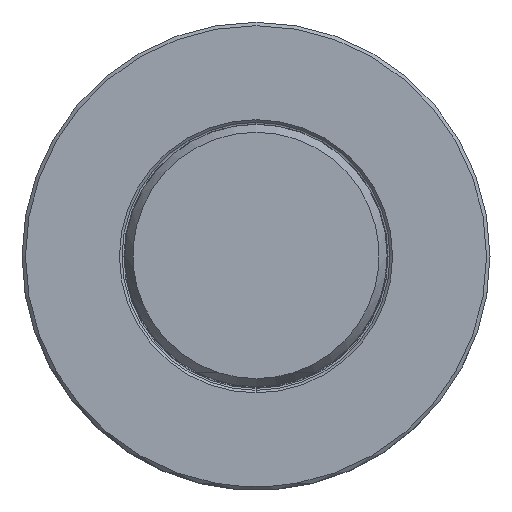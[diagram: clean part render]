
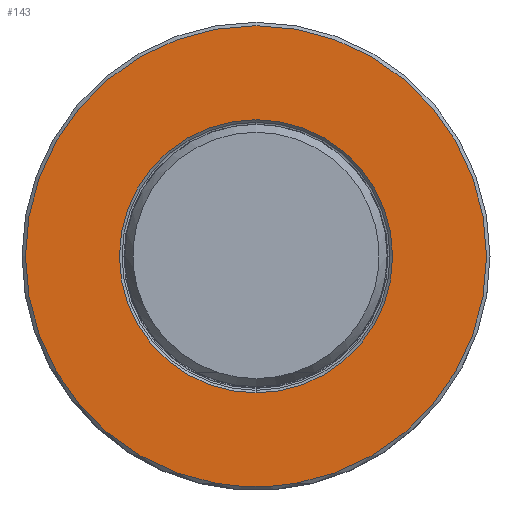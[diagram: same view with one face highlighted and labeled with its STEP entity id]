
A CAD part, top view. The second image highlights one B-rep face of the part: STEP entity #143.
In plain terms, the highlighted planar face has unit normal (0, 0, 1).
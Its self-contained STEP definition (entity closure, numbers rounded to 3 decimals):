
#28=FACE_BOUND('',#295,.T.);
#29=FACE_BOUND('',#296,.T.);
#33=PLANE('',#1262);
#143=ADVANCED_FACE('',(#28,#29),#33,.T.);
#295=EDGE_LOOP('',(#510,#511,#512));
#296=EDGE_LOOP('',(#513,#514));
#510=ORIENTED_EDGE('',*,*,#779,.F.);
#511=ORIENTED_EDGE('',*,*,#782,.F.);
#512=ORIENTED_EDGE('',*,*,#781,.F.);
#513=ORIENTED_EDGE('',*,*,#783,.F.);
#514=ORIENTED_EDGE('',*,*,#784,.F.);
#654=VERTEX_POINT('',#2583);
#655=VERTEX_POINT('',#2585);
#656=VERTEX_POINT('',#2594);
#657=VERTEX_POINT('',#2598);
#658=VERTEX_POINT('',#2599);
#779=EDGE_CURVE('',#654,#655,#932,.T.);
#781=EDGE_CURVE('',#655,#656,#933,.T.);
#782=EDGE_CURVE('',#656,#654,#934,.T.);
#783=EDGE_CURVE('',#657,#658,#935,.T.);
#784=EDGE_CURVE('',#658,#657,#936,.T.);
#932=CIRCLE('',#1255,33.5);
#933=CIRCLE('',#1257,33.5);
#934=CIRCLE('',#1258,33.5);
#935=CIRCLE('',#1260,19.85);
#936=CIRCLE('',#1261,19.85);
#1255=AXIS2_PLACEMENT_3D('',#2584,#1540,#1541);
#1257=AXIS2_PLACEMENT_3D('',#2593,#1544,#1545);
#1258=AXIS2_PLACEMENT_3D('',#2595,#1546,#1547);
#1260=AXIS2_PLACEMENT_3D('',#2597,#1550,#1551);
#1261=AXIS2_PLACEMENT_3D('',#2600,#1552,#1553);
#1262=AXIS2_PLACEMENT_3D('',#2601,#1554,#1555);
#1540=DIRECTION('',(0.,0.,-1.));
#1541=DIRECTION('',(0.172,-0.985,0.));
#1544=DIRECTION('',(0.,0.,-1.));
#1545=DIRECTION('',(-0.172,-0.985,0.));
#1546=DIRECTION('',(0.,0.,-1.));
#1547=DIRECTION('',(0.,1.,0.));
#1550=DIRECTION('',(0.,0.,1.));
#1551=DIRECTION('',(0.,-1.,0.));
#1552=DIRECTION('',(0.,0.,1.));
#1553=DIRECTION('',(0.,1.,0.));
#1554=DIRECTION('',(0.,0.,1.));
#1555=DIRECTION('',(0.,1.,0.));
#2583=CARTESIAN_POINT('',(5.766,-33.,0.));
#2584=CARTESIAN_POINT('',(0.,0.,0.));
#2585=CARTESIAN_POINT('',(-5.766,-33.,0.));
#2593=CARTESIAN_POINT('',(0.,0.,0.));
#2594=CARTESIAN_POINT('',(0.,33.5,0.));
#2595=CARTESIAN_POINT('',(0.,0.,0.));
#2597=CARTESIAN_POINT('',(0.,0.,0.));
#2598=CARTESIAN_POINT('',(0.,-19.85,0.));
#2599=CARTESIAN_POINT('',(0.,19.85,0.));
#2600=CARTESIAN_POINT('',(0.,0.,0.));
#2601=CARTESIAN_POINT('',(0.,0.,0.));
